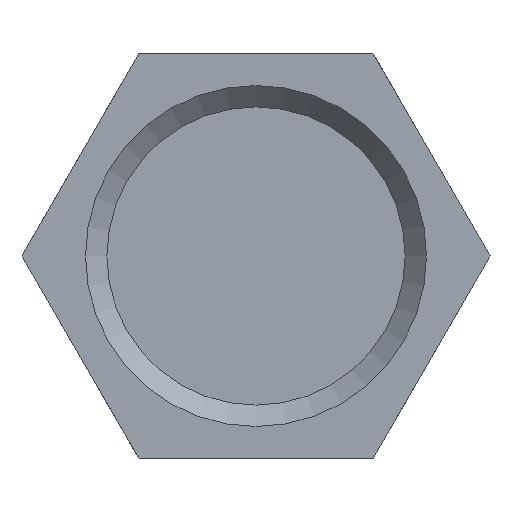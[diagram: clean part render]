
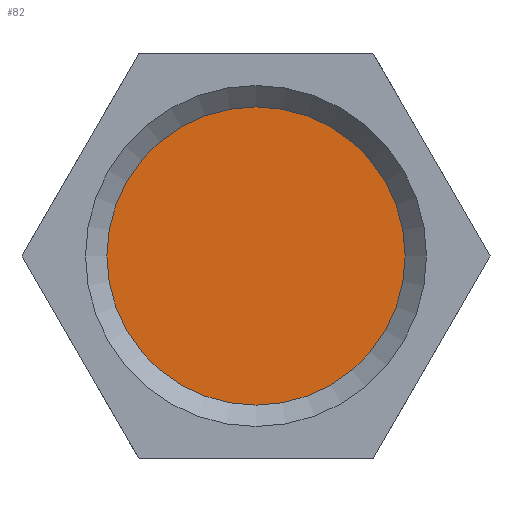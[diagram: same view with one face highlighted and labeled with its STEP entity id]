
A CAD part, front view. The second image highlights one B-rep face of the part: STEP entity #82.
In plain terms, the highlighted planar face has unit normal (0, -1, 0).
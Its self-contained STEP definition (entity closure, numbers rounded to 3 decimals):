
#82 = ADVANCED_FACE( '', ( #173 ), #174, .T. );
#173 = FACE_OUTER_BOUND( '', #260, .T. );
#174 = PLANE( '', #261 );
#260 = EDGE_LOOP( '', ( #402 ) );
#261 = AXIS2_PLACEMENT_3D( '', #403, #404, #405 );
#402 = ORIENTED_EDGE( '', *, *, #454, .T. );
#403 = CARTESIAN_POINT( '', ( 0., 30.5, 0. ) );
#404 = DIRECTION( '', ( 0., -1., 0. ) );
#405 = DIRECTION( '', ( 1., 0., 0. ) );
#454 = EDGE_CURVE( '', #526, #526, #527, .T. );
#526 = VERTEX_POINT( '', #627 );
#527 = CIRCLE( '', #628, 13.25 );
#627 = CARTESIAN_POINT( '', ( -13.25, 30.5, 0. ) );
#628 = AXIS2_PLACEMENT_3D( '', #768, #769, #770 );
#768 = CARTESIAN_POINT( '', ( 0., 30.5, 0. ) );
#769 = DIRECTION( '', ( 0., -1., 0. ) );
#770 = DIRECTION( '', ( -1., 0., 0. ) );
